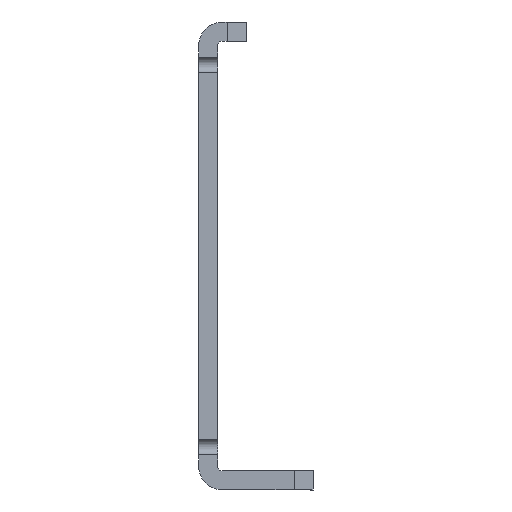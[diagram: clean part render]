
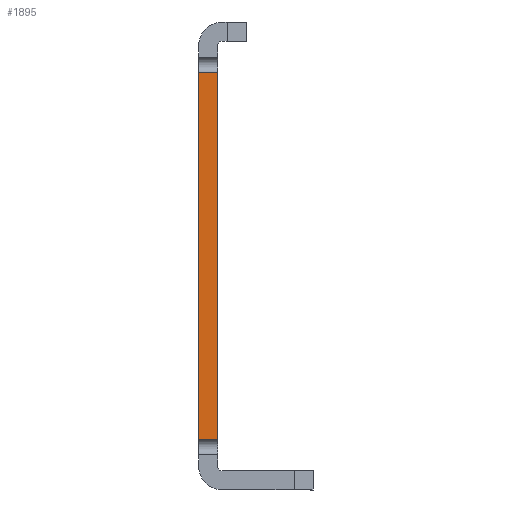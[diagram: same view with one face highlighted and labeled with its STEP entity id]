
A CAD part, left-side view. The second image highlights one B-rep face of the part: STEP entity #1895.
In plain terms, the highlighted planar face has unit normal (-1, 0, 0).
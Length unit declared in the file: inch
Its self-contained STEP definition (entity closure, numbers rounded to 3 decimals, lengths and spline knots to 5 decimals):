
#35=LINE('',#3057,#91);
#39=LINE('',#3069,#95);
#59=LINE('',#3120,#115);
#60=LINE('',#3122,#116);
#91=VECTOR('',#2578,2.4);
#95=VECTOR('',#2588,2.4);
#115=VECTOR('',#2634,0.125);
#116=VECTOR('',#2637,0.125);
#137=PLANE('',#2134);
#423=FACE_OUTER_BOUND('',#709,.T.);
#709=EDGE_LOOP('',(#1600,#1601,#1602,#1603));
#1017=VERTEX_POINT('',#3054);
#1018=VERTEX_POINT('',#3056);
#1022=VERTEX_POINT('',#3066);
#1023=VERTEX_POINT('',#3068);
#1198=EDGE_CURVE('',#1018,#1017,#35,.T.);
#1204=EDGE_CURVE('',#1023,#1022,#39,.T.);
#1231=EDGE_CURVE('',#1023,#1017,#59,.T.);
#1232=EDGE_CURVE('',#1018,#1022,#60,.T.);
#1600=ORIENTED_EDGE('',*,*,#1204,.T.);
#1601=ORIENTED_EDGE('',*,*,#1232,.F.);
#1602=ORIENTED_EDGE('',*,*,#1198,.T.);
#1603=ORIENTED_EDGE('',*,*,#1231,.F.);
#1895=ADVANCED_FACE('',(#423),#137,.F.);
#2134=AXIS2_PLACEMENT_3D('',#3135,#2654,#2655);
#2578=DIRECTION('',(0.,0.,-1.));
#2588=DIRECTION('',(0.,0.,1.));
#2634=DIRECTION('',(0.,1.,0.));
#2637=DIRECTION('',(0.,-1.,0.));
#2654=DIRECTION('center_axis',(1.,0.,0.));
#2655=DIRECTION('ref_axis',(0.,0.,-1.));
#3054=CARTESIAN_POINT('',(-2.82085,0.96069,-0.59886));
#3056=CARTESIAN_POINT('',(-2.82085,0.96069,1.80114));
#3057=CARTESIAN_POINT('',(-2.82085,0.96069,-0.92886));
#3066=CARTESIAN_POINT('',(-2.82085,0.83569,1.80114));
#3068=CARTESIAN_POINT('',(-2.82085,0.83569,-0.59886));
#3069=CARTESIAN_POINT('',(-2.82085,0.83569,-0.77386));
#3120=CARTESIAN_POINT('',(-2.82085,-3.41435,-0.59886));
#3122=CARTESIAN_POINT('',(-2.82085,-3.41435,1.80114));
#3135=CARTESIAN_POINT('Origin',(-2.82085,0.21069,-0.92886));
